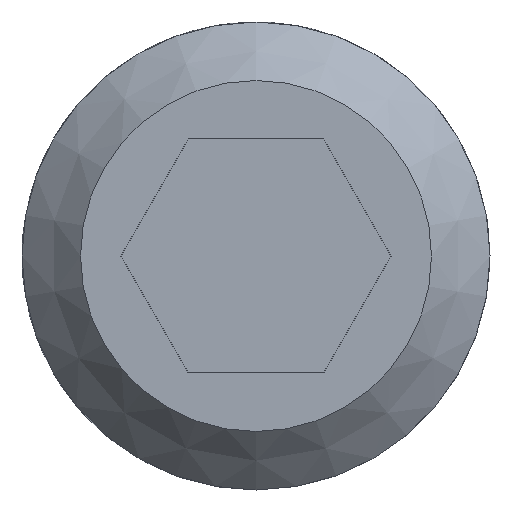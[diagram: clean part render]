
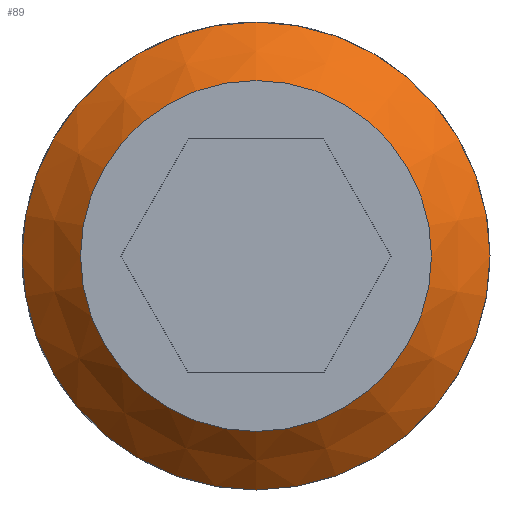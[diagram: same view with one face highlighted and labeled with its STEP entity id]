
A CAD part, left-side view. The second image highlights one B-rep face of the part: STEP entity #89.
In plain terms, the highlighted conical face has half-angle 45 degrees and reference radius 4.5 mm.
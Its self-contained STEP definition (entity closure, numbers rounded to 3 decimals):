
#89 = ADVANCED_FACE( '', ( #189, #190 ), #191, .T. );
#189 = FACE_OUTER_BOUND( '', #299, .T. );
#190 = FACE_BOUND( '', #300, .T. );
#191 = CONICAL_SURFACE( '', #301, 4.5, 0.785 );
#299 = EDGE_LOOP( '', ( #485 ) );
#300 = EDGE_LOOP( '', ( #486 ) );
#301 = AXIS2_PLACEMENT_3D( '', #487, #488, #489 );
#485 = ORIENTED_EDGE( '', *, *, #668, .F. );
#486 = ORIENTED_EDGE( '', *, *, #669, .T. );
#487 = CARTESIAN_POINT( '', ( 0., 0., 0. ) );
#488 = DIRECTION( '', ( 1., 0., 0. ) );
#489 = DIRECTION( '', ( 0., 0., -1. ) );
#668 = EDGE_CURVE( '', #802, #802, #803, .T. );
#669 = EDGE_CURVE( '', #804, #804, #805, .T. );
#802 = VERTEX_POINT( '', #988 );
#803 = CIRCLE( '', #989, 6. );
#804 = VERTEX_POINT( '', #990 );
#805 = CIRCLE( '', #991, 4.5 );
#988 = CARTESIAN_POINT( '', ( 1.5, 0., -6. ) );
#989 = AXIS2_PLACEMENT_3D( '', #1093, #1094, #1095 );
#990 = CARTESIAN_POINT( '', ( 0., 0., -4.5 ) );
#991 = AXIS2_PLACEMENT_3D( '', #1096, #1097, #1098 );
#1093 = CARTESIAN_POINT( '', ( 1.5, 0., 0. ) );
#1094 = DIRECTION( '', ( 1., 0., 0. ) );
#1095 = DIRECTION( '', ( 0., 0., -1. ) );
#1096 = CARTESIAN_POINT( '', ( 0., 0., 0. ) );
#1097 = DIRECTION( '', ( 1., 0., 0. ) );
#1098 = DIRECTION( '', ( 0., 0., -1. ) );
